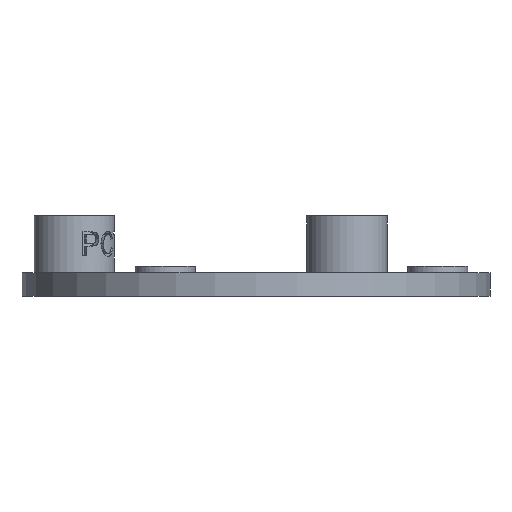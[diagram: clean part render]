
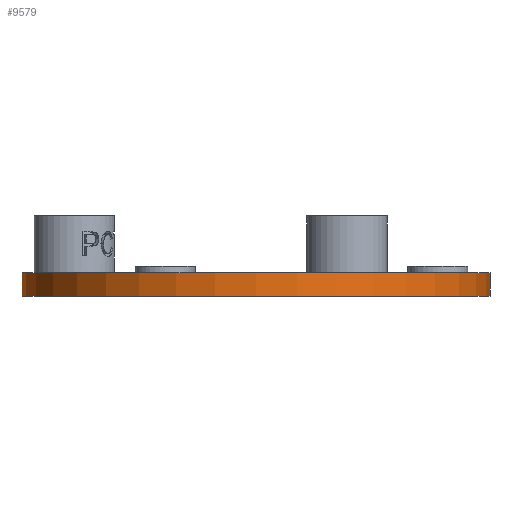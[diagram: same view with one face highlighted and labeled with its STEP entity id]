
A CAD part, front view. The second image highlights one B-rep face of the part: STEP entity #9579.
In plain terms, the highlighted cylindrical face has radius 35 mm (diameter 70 mm), a partial arc.
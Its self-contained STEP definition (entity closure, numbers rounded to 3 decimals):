
#118 = VERTEX_POINT ( 'NONE', #37318 ) ;
#665 = VERTEX_POINT ( 'NONE', #15445 ) ;
#1993 = ORIENTED_EDGE ( 'NONE', *, *, #33268, .F. ) ;
#3042 = ORIENTED_EDGE ( 'NONE', *, *, #49311, .T. ) ;
#4590 = DIRECTION ( 'NONE',  ( 1., 0., 0. ) ) ;
#7545 = CARTESIAN_POINT ( 'NONE',  ( 35., 0., 3.5 ) ) ;
#8351 = DIRECTION ( 'NONE',  ( 0., 0., 1. ) ) ;
#9579 = ADVANCED_FACE ( 'NONE', ( #39251 ), #19644, .T. ) ;
#11064 = DIRECTION ( 'NONE',  ( 0., 0., -1. ) ) ;
#14475 = DIRECTION ( 'NONE',  ( 0., 0., 1. ) ) ;
#15445 = CARTESIAN_POINT ( 'NONE',  ( 35., 0., 0. ) ) ;
#17854 = CARTESIAN_POINT ( 'NONE',  ( -35., 0., 3.5 ) ) ;
#18462 = LINE ( 'NONE', #39128, #48378 ) ;
#19334 = AXIS2_PLACEMENT_3D ( 'NONE', #52047, #14475, #30569 ) ;
#19644 = CYLINDRICAL_SURFACE ( 'NONE', #33499, 35. ) ;
#19882 = EDGE_LOOP ( 'NONE', ( #1993, #52259, #41673, #3042 ) ) ;
#20556 = VERTEX_POINT ( 'NONE', #17854 ) ;
#21738 = VERTEX_POINT ( 'NONE', #7545 ) ;
#25542 = EDGE_CURVE ( 'NONE', #20556, #21738, #26188, .T. ) ;
#26188 = CIRCLE ( 'NONE', #19334, 35. ) ;
#27004 = LINE ( 'NONE', #52221, #42163 ) ;
#27961 = DIRECTION ( 'NONE',  ( -1., 0., 0. ) ) ;
#30569 = DIRECTION ( 'NONE',  ( 1., 0., 0. ) ) ;
#31074 = DIRECTION ( 'NONE',  ( 0., 0., -1. ) ) ;
#33268 = EDGE_CURVE ( 'NONE', #21738, #665, #27004, .T. ) ;
#33499 = AXIS2_PLACEMENT_3D ( 'NONE', #47582, #11064, #27961 ) ;
#35567 = DIRECTION ( 'NONE',  ( 0., 0., -1. ) ) ;
#37318 = CARTESIAN_POINT ( 'NONE',  ( -35., 0., 0. ) ) ;
#39128 = CARTESIAN_POINT ( 'NONE',  ( -35., 0., 3.5 ) ) ;
#39251 = FACE_OUTER_BOUND ( 'NONE', #19882, .T. ) ;
#41673 = ORIENTED_EDGE ( 'NONE', *, *, #41772, .T. ) ;
#41772 = EDGE_CURVE ( 'NONE', #20556, #118, #18462, .T. ) ;
#42163 = VECTOR ( 'NONE', #35567, 1000. ) ;
#47582 = CARTESIAN_POINT ( 'NONE',  ( 0., 0., 3.5 ) ) ;
#48005 = CIRCLE ( 'NONE', #51464, 35. ) ;
#48378 = VECTOR ( 'NONE', #31074, 1000. ) ;
#49159 = CARTESIAN_POINT ( 'NONE',  ( 0., 0., 0. ) ) ;
#49311 = EDGE_CURVE ( 'NONE', #118, #665, #48005, .T. ) ;
#51464 = AXIS2_PLACEMENT_3D ( 'NONE', #49159, #8351, #4590 ) ;
#52047 = CARTESIAN_POINT ( 'NONE',  ( 0., 0., 3.5 ) ) ;
#52221 = CARTESIAN_POINT ( 'NONE',  ( 35., 0., 3.5 ) ) ;
#52259 = ORIENTED_EDGE ( 'NONE', *, *, #25542, .F. ) ;
